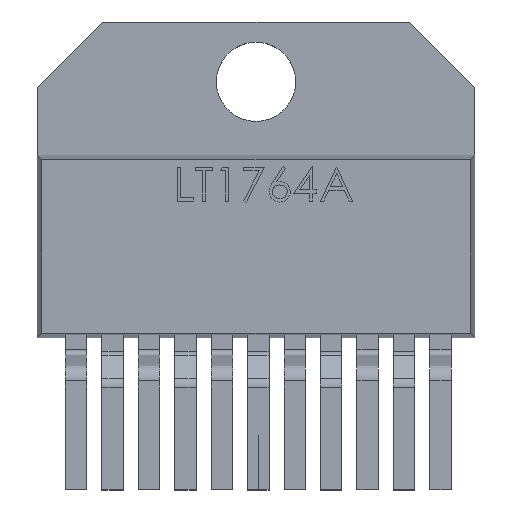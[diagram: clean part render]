
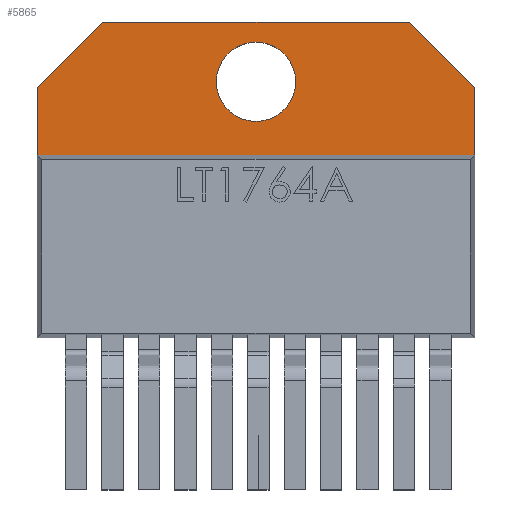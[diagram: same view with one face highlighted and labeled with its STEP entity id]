
A CAD part, top view. The second image highlights one B-rep face of the part: STEP entity #5865.
In plain terms, the highlighted planar face has unit normal (0, 0, 1).
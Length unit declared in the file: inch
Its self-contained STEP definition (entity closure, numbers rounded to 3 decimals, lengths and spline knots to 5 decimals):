
#2230 = CARTESIAN_POINT ( 'NONE',  ( -0.07283, 0., 0.0625 ) ) ;
#2307 = CARTESIAN_POINT ( 'NONE',  ( 0.07283, 0., 0.0625 ) ) ;
#2308 = DIRECTION ( 'NONE',  ( 1., 0., 0. ) ) ;
#2309 = DIRECTION ( 'NONE',  ( 0., 0., 1. ) ) ;
#2310 = CARTESIAN_POINT ( 'NONE',  ( 0., 0., 0.0625 ) ) ;
#2311 = AXIS2_PLACEMENT_3D ( 'NONE', #2310, #2309, #2308 ) ;
#2312 = CIRCLE ( 'NONE', #2311, 0.07283 ) ;
#2315 = DIRECTION ( 'NONE',  ( -1., 0., 0. ) ) ;
#2316 = VECTOR ( 'NONE', #2315, 39.37008 ) ;
#2317 = CARTESIAN_POINT ( 'NONE',  ( -0.4015, -0.13516, 0.0625 ) ) ;
#2318 = LINE ( 'NONE', #2317, #2316 ) ;
#2319 = CARTESIAN_POINT ( 'NONE',  ( 0.4015, -0.13516, 0.0625 ) ) ;
#2326 = DIRECTION ( 'NONE',  ( -0.707, -0.707, 0. ) ) ;
#2327 = VECTOR ( 'NONE', #2326, 39.37008 ) ;
#2328 = CARTESIAN_POINT ( 'NONE',  ( -0.2815, 0.10984, 0.0625 ) ) ;
#2329 = LINE ( 'NONE', #2328, #2327 ) ;
#2330 = CARTESIAN_POINT ( 'NONE',  ( -0.4015, -0.13516, 0.0625 ) ) ;
#2353 = CARTESIAN_POINT ( 'NONE',  ( 0.4015, -0.01016, 0.0625 ) ) ;
#2365 = CARTESIAN_POINT ( 'NONE',  ( 0.2815, 0.10984, 0.0625 ) ) ;
#2370 = DIRECTION ( 'NONE',  ( 0., -1., 0. ) ) ;
#2371 = VECTOR ( 'NONE', #2370, 39.37008 ) ;
#2372 = CARTESIAN_POINT ( 'NONE',  ( 0.4015, 0.10984, 0.0625 ) ) ;
#2373 = LINE ( 'NONE', #2372, #2371 ) ;
#2386 = DIRECTION ( 'NONE',  ( 1., 0., 0. ) ) ;
#2387 = DIRECTION ( 'NONE',  ( 0., 0., 1. ) ) ;
#2388 = CARTESIAN_POINT ( 'NONE',  ( 0., 0., 0.0625 ) ) ;
#2389 = AXIS2_PLACEMENT_3D ( 'NONE', #2388, #2387, #2386 ) ;
#2390 = CIRCLE ( 'NONE', #2389, 0.07283 ) ;
#2397 = DIRECTION ( 'NONE',  ( 0., 1., 0. ) ) ;
#2398 = DIRECTION ( 'NONE',  ( 0., 0., -1. ) ) ;
#2399 = CARTESIAN_POINT ( 'NONE',  ( 0.4015, 0.10984, 0.0625 ) ) ;
#2400 = AXIS2_PLACEMENT_3D ( 'NONE', #2399, #2398, #2397 ) ;
#2401 = PLANE ( 'NONE',  #2400 ) ;
#2402 = FACE_OUTER_BOUND ( 'NONE', #5877, .T. ) ;
#2403 = FACE_BOUND ( 'NONE', #5866, .T. ) ;
#2420 = DIRECTION ( 'NONE',  ( 0., -1., 0. ) ) ;
#2421 = VECTOR ( 'NONE', #2420, 39.37008 ) ;
#2422 = CARTESIAN_POINT ( 'NONE',  ( -0.4015, 0.10984, 0.0625 ) ) ;
#2423 = LINE ( 'NONE', #2422, #2421 ) ;
#2424 = CARTESIAN_POINT ( 'NONE',  ( -0.4015, -0.01016, 0.0625 ) ) ;
#2449 = DIRECTION ( 'NONE',  ( -0.707, 0.707, 0. ) ) ;
#2450 = VECTOR ( 'NONE', #2449, 39.37008 ) ;
#2451 = CARTESIAN_POINT ( 'NONE',  ( 0.4015, -0.01016, 0.0625 ) ) ;
#2452 = LINE ( 'NONE', #2451, #2450 ) ;
#2453 = DIRECTION ( 'NONE',  ( -1., 0., 0. ) ) ;
#2454 = VECTOR ( 'NONE', #2453, 39.37008 ) ;
#2455 = CARTESIAN_POINT ( 'NONE',  ( 0.4015, 0.10984, 0.0625 ) ) ;
#2456 = LINE ( 'NONE', #2455, #2454 ) ;
#2473 = CARTESIAN_POINT ( 'NONE',  ( -0.2815, 0.10984, 0.0625 ) ) ;
#5807 = VERTEX_POINT ( 'NONE', #2230 ) ;
#5813 = EDGE_CURVE ( 'NONE', #5807, #5814, #2312, .T. ) ;
#5814 = VERTEX_POINT ( 'NONE', #2307 ) ;
#5841 = ORIENTED_EDGE ( 'NONE', *, *, #5851, .F. ) ;
#5842 = VERTEX_POINT ( 'NONE', #2330 ) ;
#5843 = EDGE_CURVE ( 'NONE', #5898, #5886, #2329, .T. ) ;
#5845 = VERTEX_POINT ( 'NONE', #2319 ) ;
#5846 = EDGE_CURVE ( 'NONE', #5845, #5842, #2318, .T. ) ;
#5847 = ORIENTED_EDGE ( 'NONE', *, *, #5914, .T. ) ;
#5851 = EDGE_CURVE ( 'NONE', #5861, #5845, #2373, .T. ) ;
#5855 = VERTEX_POINT ( 'NONE', #2365 ) ;
#5861 = VERTEX_POINT ( 'NONE', #2353 ) ;
#5865 = ADVANCED_FACE ( 'NONE', ( #2403, #2402 ), #2401, .F. ) ;
#5866 = EDGE_LOOP ( 'NONE', ( #5867, #5876 ) ) ;
#5867 = ORIENTED_EDGE ( 'NONE', *, *, #5875, .F. ) ;
#5875 = EDGE_CURVE ( 'NONE', #5814, #5807, #2390, .T. ) ;
#5876 = ORIENTED_EDGE ( 'NONE', *, *, #5813, .F. ) ;
#5877 = EDGE_LOOP ( 'NONE', ( #5878, #5841, #5847, #5906, #5912, #5897 ) ) ;
#5878 = ORIENTED_EDGE ( 'NONE', *, *, #5846, .F. ) ;
#5886 = VERTEX_POINT ( 'NONE', #2424 ) ;
#5887 = EDGE_CURVE ( 'NONE', #5886, #5842, #2423, .T. ) ;
#5897 = ORIENTED_EDGE ( 'NONE', *, *, #5887, .T. ) ;
#5898 = VERTEX_POINT ( 'NONE', #2473 ) ;
#5906 = ORIENTED_EDGE ( 'NONE', *, *, #5913, .T. ) ;
#5912 = ORIENTED_EDGE ( 'NONE', *, *, #5843, .T. ) ;
#5913 = EDGE_CURVE ( 'NONE', #5855, #5898, #2456, .T. ) ;
#5914 = EDGE_CURVE ( 'NONE', #5861, #5855, #2452, .T. ) ;
